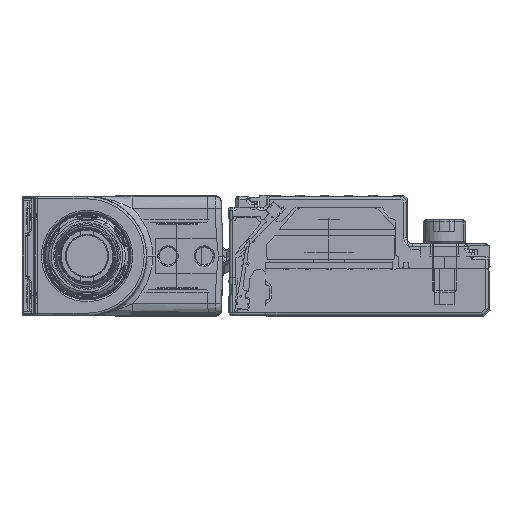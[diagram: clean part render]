
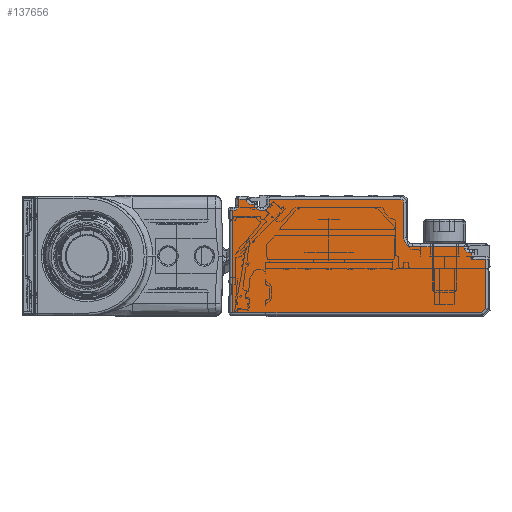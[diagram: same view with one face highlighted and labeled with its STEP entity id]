
A CAD part, left-side view. The second image highlights one B-rep face of the part: STEP entity #137656.
In plain terms, the highlighted planar face has unit normal (-1, 0, 0).
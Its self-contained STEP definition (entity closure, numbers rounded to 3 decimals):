
#137374=AXIS2_PLACEMENT_3D('Circle Axis2P3D',#137372,#137373,$) ;
#137513=AXIS2_PLACEMENT_3D('Plane Axis2P3D',#137510,#137511,#137512) ;
#137536=AXIS2_PLACEMENT_3D('Circle Axis2P3D',#137534,#137535,$) ;
#137550=AXIS2_PLACEMENT_3D('Circle Axis2P3D',#137548,#137549,$) ;
#137571=AXIS2_PLACEMENT_3D('Circle Axis2P3D',#137569,#137570,$) ;
#137585=AXIS2_PLACEMENT_3D('Circle Axis2P3D',#137583,#137584,$) ;
#137599=AXIS2_PLACEMENT_3D('Circle Axis2P3D',#137597,#137598,$) ;
#137620=AXIS2_PLACEMENT_3D('Circle Axis2P3D',#137618,#137619,$) ;
#134353=CARTESIAN_POINT('Vertex',(-1578.,42.3,-7.3)) ;
#134356=CARTESIAN_POINT('Line Origine',(-1578.,42.3,2.)) ;
#134360=CARTESIAN_POINT('Vertex',(-1578.,42.3,9.5)) ;
#134684=CARTESIAN_POINT('Vertex',(-1578.,1.407,-7.3)) ;
#134687=CARTESIAN_POINT('Line Origine',(-1578.,23.168,-7.3)) ;
#134724=CARTESIAN_POINT('Vertex',(-1578.,0.7,-6.593)) ;
#134727=CARTESIAN_POINT('Line Origine',(-1578.,-1.246,-4.646)) ;
#134764=CARTESIAN_POINT('Vertex',(-1578.,0.7,1.5)) ;
#134767=CARTESIAN_POINT('Line Origine',(-1578.,0.7,2.)) ;
#137289=CARTESIAN_POINT('Vertex',(-1578.,3.,2.5)) ;
#137345=CARTESIAN_POINT('Vertex',(-1578.,3.4,2.5)) ;
#137348=CARTESIAN_POINT('Line Origine',(-1578.,21.5,2.5)) ;
#137369=CARTESIAN_POINT('Vertex',(-1578.,4.2,3.3)) ;
#137372=CARTESIAN_POINT('Axis2P3D Location',(-1578.,3.4,3.3)) ;
#137495=CARTESIAN_POINT('Vertex',(-1578.,3.,1.5)) ;
#137498=CARTESIAN_POINT('Line Origine',(-1578.,21.5,1.5)) ;
#137510=CARTESIAN_POINT('Axis2P3D Location',(-1578.,0.2,-7.8)) ;
#137515=CARTESIAN_POINT('Line Origine',(-1578.,3.,2.)) ;
#137520=CARTESIAN_POINT('Line Origine',(-1578.,4.2,3.4)) ;
#137524=CARTESIAN_POINT('Vertex',(-1578.,4.2,3.5)) ;
#137527=CARTESIAN_POINT('Line Origine',(-1578.,8.45,3.5)) ;
#137531=CARTESIAN_POINT('Vertex',(-1578.,12.7,3.5)) ;
#137534=CARTESIAN_POINT('Axis2P3D Location',(-1578.,12.7,5.)) ;
#137538=CARTESIAN_POINT('Vertex',(-1578.,14.2,5.)) ;
#137541=CARTESIAN_POINT('Line Origine',(-1578.,14.2,7.9)) ;
#137545=CARTESIAN_POINT('Vertex',(-1578.,14.2,10.8)) ;
#137548=CARTESIAN_POINT('Axis2P3D Location',(-1578.,14.7,10.8)) ;
#137552=CARTESIAN_POINT('Vertex',(-1578.,14.7,11.3)) ;
#137555=CARTESIAN_POINT('Line Origine',(-1578.,25.5,11.3)) ;
#137559=CARTESIAN_POINT('Vertex',(-1578.,36.3,11.3)) ;
#137562=CARTESIAN_POINT('Line Origine',(-1578.,36.3,10.9)) ;
#137566=CARTESIAN_POINT('Vertex',(-1578.,36.3,10.5)) ;
#137569=CARTESIAN_POINT('Axis2P3D Location',(-1578.,37.3,10.5)) ;
#137573=CARTESIAN_POINT('Vertex',(-1578.,37.3,9.5)) ;
#137576=CARTESIAN_POINT('Line Origine',(-1578.,37.55,9.5)) ;
#137580=CARTESIAN_POINT('Vertex',(-1578.,37.8,9.5)) ;
#137583=CARTESIAN_POINT('Axis2P3D Location',(-1578.,37.8,10.5)) ;
#137587=CARTESIAN_POINT('Vertex',(-1578.,38.8,10.5)) ;
#137590=CARTESIAN_POINT('Line Origine',(-1578.,39.05,10.5)) ;
#137594=CARTESIAN_POINT('Vertex',(-1578.,39.3,10.5)) ;
#137597=CARTESIAN_POINT('Axis2P3D Location',(-1578.,39.3,11.3)) ;
#137601=CARTESIAN_POINT('Vertex',(-1578.,40.1,11.3)) ;
#137604=CARTESIAN_POINT('Line Origine',(-1578.,40.7,11.3)) ;
#137608=CARTESIAN_POINT('Vertex',(-1578.,41.3,11.3)) ;
#137611=CARTESIAN_POINT('Line Origine',(-1578.,41.3,10.8)) ;
#137615=CARTESIAN_POINT('Vertex',(-1578.,41.3,10.3)) ;
#137618=CARTESIAN_POINT('Axis2P3D Location',(-1578.,42.1,10.3)) ;
#137622=CARTESIAN_POINT('Vertex',(-1578.,42.1,9.5)) ;
#137625=CARTESIAN_POINT('Line Origine',(-1578.,42.2,9.5)) ;
#134357=DIRECTION('Vector Direction',(0.,0.,1.)) ;
#134688=DIRECTION('Vector Direction',(0.,1.,0.)) ;
#134728=DIRECTION('Vector Direction',(0.,0.707,-0.707)) ;
#134768=DIRECTION('Vector Direction',(0.,0.,-1.)) ;
#137349=DIRECTION('Vector Direction',(0.,-1.,0.)) ;
#137373=DIRECTION('Axis2P3D Direction',(1.,0.,0.)) ;
#137499=DIRECTION('Vector Direction',(0.,-1.,0.)) ;
#137511=DIRECTION('Axis2P3D Direction',(-1.,0.,0.)) ;
#137512=DIRECTION('Axis2P3D XDirection',(0.,0.,1.)) ;
#137516=DIRECTION('Vector Direction',(0.,0.,1.)) ;
#137521=DIRECTION('Vector Direction',(0.,0.,-1.)) ;
#137528=DIRECTION('Vector Direction',(0.,1.,0.)) ;
#137535=DIRECTION('Axis2P3D Direction',(-1.,0.,0.)) ;
#137542=DIRECTION('Vector Direction',(0.,0.,1.)) ;
#137549=DIRECTION('Axis2P3D Direction',(-1.,0.,0.)) ;
#137556=DIRECTION('Vector Direction',(0.,1.,0.)) ;
#137563=DIRECTION('Vector Direction',(0.,0.,-1.)) ;
#137570=DIRECTION('Axis2P3D Direction',(-1.,0.,0.)) ;
#137577=DIRECTION('Vector Direction',(0.,1.,0.)) ;
#137584=DIRECTION('Axis2P3D Direction',(-1.,0.,0.)) ;
#137591=DIRECTION('Vector Direction',(0.,-1.,0.)) ;
#137598=DIRECTION('Axis2P3D Direction',(-1.,0.,0.)) ;
#137605=DIRECTION('Vector Direction',(0.,1.,0.)) ;
#137612=DIRECTION('Vector Direction',(0.,0.,-1.)) ;
#137619=DIRECTION('Axis2P3D Direction',(-1.,0.,0.)) ;
#137626=DIRECTION('Vector Direction',(0.,1.,0.)) ;
#134358=VECTOR('Line Direction',#134357,1.) ;
#134689=VECTOR('Line Direction',#134688,1.) ;
#134729=VECTOR('Line Direction',#134728,1.) ;
#134769=VECTOR('Line Direction',#134768,1.) ;
#137350=VECTOR('Line Direction',#137349,1.) ;
#137500=VECTOR('Line Direction',#137499,1.) ;
#137517=VECTOR('Line Direction',#137516,1.) ;
#137522=VECTOR('Line Direction',#137521,1.) ;
#137529=VECTOR('Line Direction',#137528,1.) ;
#137543=VECTOR('Line Direction',#137542,1.) ;
#137557=VECTOR('Line Direction',#137556,1.) ;
#137564=VECTOR('Line Direction',#137563,1.) ;
#137578=VECTOR('Line Direction',#137577,1.) ;
#137592=VECTOR('Line Direction',#137591,1.) ;
#137606=VECTOR('Line Direction',#137605,1.) ;
#137613=VECTOR('Line Direction',#137612,1.) ;
#137627=VECTOR('Line Direction',#137626,1.) ;
#137631=ORIENTED_EDGE('',*,*,#137519,.T.) ;
#137632=ORIENTED_EDGE('',*,*,#137352,.T.) ;
#137633=ORIENTED_EDGE('',*,*,#137376,.T.) ;
#137634=ORIENTED_EDGE('',*,*,#137526,.T.) ;
#137635=ORIENTED_EDGE('',*,*,#137533,.T.) ;
#137636=ORIENTED_EDGE('',*,*,#137540,.T.) ;
#137637=ORIENTED_EDGE('',*,*,#137547,.T.) ;
#137638=ORIENTED_EDGE('',*,*,#137554,.T.) ;
#137639=ORIENTED_EDGE('',*,*,#137561,.T.) ;
#137640=ORIENTED_EDGE('',*,*,#137568,.T.) ;
#137641=ORIENTED_EDGE('',*,*,#137575,.T.) ;
#137642=ORIENTED_EDGE('',*,*,#137582,.T.) ;
#137643=ORIENTED_EDGE('',*,*,#137589,.T.) ;
#137644=ORIENTED_EDGE('',*,*,#137596,.T.) ;
#137645=ORIENTED_EDGE('',*,*,#137603,.T.) ;
#137646=ORIENTED_EDGE('',*,*,#137610,.T.) ;
#137647=ORIENTED_EDGE('',*,*,#137617,.T.) ;
#137648=ORIENTED_EDGE('',*,*,#137624,.T.) ;
#137649=ORIENTED_EDGE('',*,*,#137629,.T.) ;
#137650=ORIENTED_EDGE('',*,*,#134362,.T.) ;
#137651=ORIENTED_EDGE('',*,*,#134691,.T.) ;
#137652=ORIENTED_EDGE('',*,*,#134731,.T.) ;
#137653=ORIENTED_EDGE('',*,*,#134771,.T.) ;
#137654=ORIENTED_EDGE('',*,*,#137502,.T.) ;
#137656=ADVANCED_FACE('Brep With Voids',(#137655),#137514,.T.) ;
#137375=CIRCLE('generated circle',#137374,0.8) ;
#137537=CIRCLE('generated circle',#137536,1.5) ;
#137551=CIRCLE('generated circle',#137550,0.5) ;
#137572=CIRCLE('generated circle',#137571,1.) ;
#137586=CIRCLE('generated circle',#137585,1.) ;
#137600=CIRCLE('generated circle',#137599,0.8) ;
#137621=CIRCLE('generated circle',#137620,0.8) ;
#134362=EDGE_CURVE('',#134361,#134354,#134359,.F.) ;
#134691=EDGE_CURVE('',#134354,#134685,#134690,.F.) ;
#134731=EDGE_CURVE('',#134685,#134725,#134730,.F.) ;
#134771=EDGE_CURVE('',#134725,#134765,#134770,.F.) ;
#137352=EDGE_CURVE('',#137290,#137346,#137351,.F.) ;
#137376=EDGE_CURVE('',#137346,#137370,#137375,.T.) ;
#137502=EDGE_CURVE('',#134765,#137496,#137501,.F.) ;
#137519=EDGE_CURVE('',#137496,#137290,#137518,.T.) ;
#137526=EDGE_CURVE('',#137370,#137525,#137523,.F.) ;
#137533=EDGE_CURVE('',#137525,#137532,#137530,.T.) ;
#137540=EDGE_CURVE('',#137532,#137539,#137537,.F.) ;
#137547=EDGE_CURVE('',#137539,#137546,#137544,.T.) ;
#137554=EDGE_CURVE('',#137546,#137553,#137551,.T.) ;
#137561=EDGE_CURVE('',#137553,#137560,#137558,.T.) ;
#137568=EDGE_CURVE('',#137560,#137567,#137565,.T.) ;
#137575=EDGE_CURVE('',#137567,#137574,#137572,.F.) ;
#137582=EDGE_CURVE('',#137574,#137581,#137579,.T.) ;
#137589=EDGE_CURVE('',#137581,#137588,#137586,.F.) ;
#137596=EDGE_CURVE('',#137588,#137595,#137593,.F.) ;
#137603=EDGE_CURVE('',#137595,#137602,#137600,.F.) ;
#137610=EDGE_CURVE('',#137602,#137609,#137607,.T.) ;
#137617=EDGE_CURVE('',#137609,#137616,#137614,.T.) ;
#137624=EDGE_CURVE('',#137616,#137623,#137621,.F.) ;
#137629=EDGE_CURVE('',#137623,#134361,#137628,.T.) ;
#137630=EDGE_LOOP('',(#137631,#137632,#137633,#137634,#137635,#137636,#137637,#137638,#137639,#137640,#137641,#137642,#137643,#137644,#137645,#137646,#137647,#137648,#137649,#137650,#137651,#137652,#137653,#137654)) ;
#137655=FACE_OUTER_BOUND('',#137630,.T.) ;
#134359=LINE('Line',#134356,#134358) ;
#134690=LINE('Line',#134687,#134689) ;
#134730=LINE('Line',#134727,#134729) ;
#134770=LINE('Line',#134767,#134769) ;
#137351=LINE('Line',#137348,#137350) ;
#137501=LINE('Line',#137498,#137500) ;
#137518=LINE('Line',#137515,#137517) ;
#137523=LINE('Line',#137520,#137522) ;
#137530=LINE('Line',#137527,#137529) ;
#137544=LINE('Line',#137541,#137543) ;
#137558=LINE('Line',#137555,#137557) ;
#137565=LINE('Line',#137562,#137564) ;
#137579=LINE('Line',#137576,#137578) ;
#137593=LINE('Line',#137590,#137592) ;
#137607=LINE('Line',#137604,#137606) ;
#137614=LINE('Line',#137611,#137613) ;
#137628=LINE('Line',#137625,#137627) ;
#137514=PLANE('',#137513) ;
#134354=VERTEX_POINT('',#134353) ;
#134361=VERTEX_POINT('',#134360) ;
#134685=VERTEX_POINT('',#134684) ;
#134725=VERTEX_POINT('',#134724) ;
#134765=VERTEX_POINT('',#134764) ;
#137290=VERTEX_POINT('',#137289) ;
#137346=VERTEX_POINT('',#137345) ;
#137370=VERTEX_POINT('',#137369) ;
#137496=VERTEX_POINT('',#137495) ;
#137525=VERTEX_POINT('',#137524) ;
#137532=VERTEX_POINT('',#137531) ;
#137539=VERTEX_POINT('',#137538) ;
#137546=VERTEX_POINT('',#137545) ;
#137553=VERTEX_POINT('',#137552) ;
#137560=VERTEX_POINT('',#137559) ;
#137567=VERTEX_POINT('',#137566) ;
#137574=VERTEX_POINT('',#137573) ;
#137581=VERTEX_POINT('',#137580) ;
#137588=VERTEX_POINT('',#137587) ;
#137595=VERTEX_POINT('',#137594) ;
#137602=VERTEX_POINT('',#137601) ;
#137609=VERTEX_POINT('',#137608) ;
#137616=VERTEX_POINT('',#137615) ;
#137623=VERTEX_POINT('',#137622) ;
